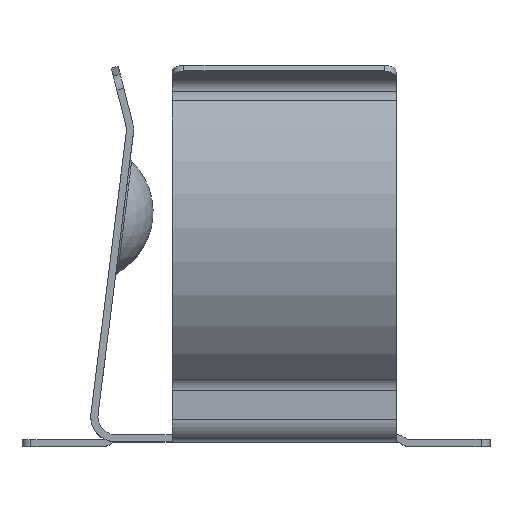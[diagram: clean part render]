
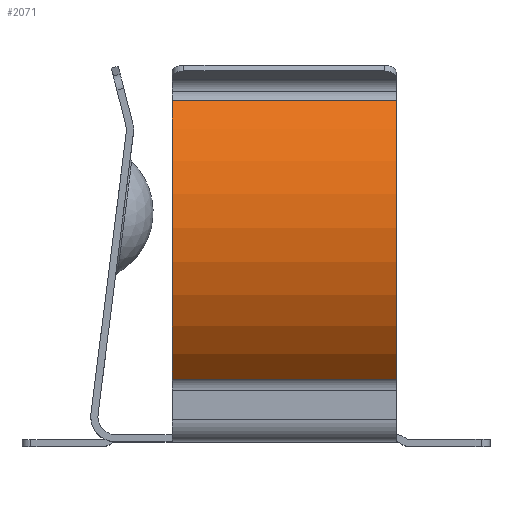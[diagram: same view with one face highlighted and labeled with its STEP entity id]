
A CAD part, top view. The second image highlights one B-rep face of the part: STEP entity #2071.
In plain terms, the highlighted cylindrical face has radius 8.7 mm (diameter 17.399 mm), a partial arc.
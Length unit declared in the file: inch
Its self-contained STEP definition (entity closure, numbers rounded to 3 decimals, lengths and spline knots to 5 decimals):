
#41 = CIRCLE ( 'NONE', #1634, 0.3425 ) ;
#117 = CARTESIAN_POINT ( 'NONE',  ( -0.1405, 0.57863, 0.27029 ) ) ;
#226 = VECTOR ( 'NONE', #1767, 39.37008 ) ;
#264 = EDGE_CURVE ( 'NONE', #3824, #1722, #2922, .T. ) ;
#333 = DIRECTION ( 'NONE',  ( 1., 0., 0. ) ) ;
#515 = CARTESIAN_POINT ( 'NONE',  ( -0.1405, 0.368, 0.00021 ) ) ;
#703 = CIRCLE ( 'NONE', #3430, 0.3425 ) ;
#891 = CARTESIAN_POINT ( 'NONE',  ( -0.1405, 0.368, 0.00021 ) ) ;
#987 = AXIS2_PLACEMENT_3D ( 'NONE', #515, #3451, #1683 ) ;
#1032 = DIRECTION ( 'NONE',  ( 1., 0., 0. ) ) ;
#1129 = ORIENTED_EDGE ( 'NONE', *, *, #3089, .F. ) ;
#1146 = EDGE_CURVE ( 'NONE', #1601, #1722, #41, .T. ) ;
#1272 = CARTESIAN_POINT ( 'NONE',  ( 0.2345, 0.57863, 0.27029 ) ) ;
#1315 = VERTEX_POINT ( 'NONE', #3376 ) ;
#1366 = CYLINDRICAL_SURFACE ( 'NONE', #987, 0.3425 ) ;
#1428 = ORIENTED_EDGE ( 'NONE', *, *, #3650, .T. ) ;
#1506 = DIRECTION ( 'NONE',  ( 0., 0., 1. ) ) ;
#1601 = VERTEX_POINT ( 'NONE', #1272 ) ;
#1608 = LINE ( 'NONE', #117, #3723 ) ;
#1634 = AXIS2_PLACEMENT_3D ( 'NONE', #2972, #333, #1506 ) ;
#1683 = DIRECTION ( 'NONE',  ( 0., 0., -1. ) ) ;
#1722 = VERTEX_POINT ( 'NONE', #2798 ) ;
#1767 = DIRECTION ( 'NONE',  ( 1., 0., 0. ) ) ;
#2071 = ADVANCED_FACE ( 'NONE', ( #3170 ), #1366, .T. ) ;
#2427 = ORIENTED_EDGE ( 'NONE', *, *, #1146, .F. ) ;
#2690 = CARTESIAN_POINT ( 'NONE',  ( -0.1405, 0.11254, 0.22835 ) ) ;
#2798 = CARTESIAN_POINT ( 'NONE',  ( 0.2345, 0.11254, 0.22835 ) ) ;
#2893 = DIRECTION ( 'NONE',  ( 0., 0., 1. ) ) ;
#2922 = LINE ( 'NONE', #2690, #226 ) ;
#2972 = CARTESIAN_POINT ( 'NONE',  ( 0.2345, 0.368, 0.00021 ) ) ;
#2977 = CARTESIAN_POINT ( 'NONE',  ( -0.1405, 0.11254, 0.22835 ) ) ;
#3089 = EDGE_CURVE ( 'NONE', #1315, #1601, #1608, .T. ) ;
#3170 = FACE_OUTER_BOUND ( 'NONE', #3795, .T. ) ;
#3269 = ORIENTED_EDGE ( 'NONE', *, *, #264, .T. ) ;
#3376 = CARTESIAN_POINT ( 'NONE',  ( -0.1405, 0.57863, 0.27029 ) ) ;
#3430 = AXIS2_PLACEMENT_3D ( 'NONE', #891, #3556, #2893 ) ;
#3451 = DIRECTION ( 'NONE',  ( 1., 0., 0. ) ) ;
#3556 = DIRECTION ( 'NONE',  ( 1., 0., 0. ) ) ;
#3650 = EDGE_CURVE ( 'NONE', #1315, #3824, #703, .T. ) ;
#3723 = VECTOR ( 'NONE', #1032, 39.37008 ) ;
#3795 = EDGE_LOOP ( 'NONE', ( #2427, #1129, #1428, #3269 ) ) ;
#3824 = VERTEX_POINT ( 'NONE', #2977 ) ;
